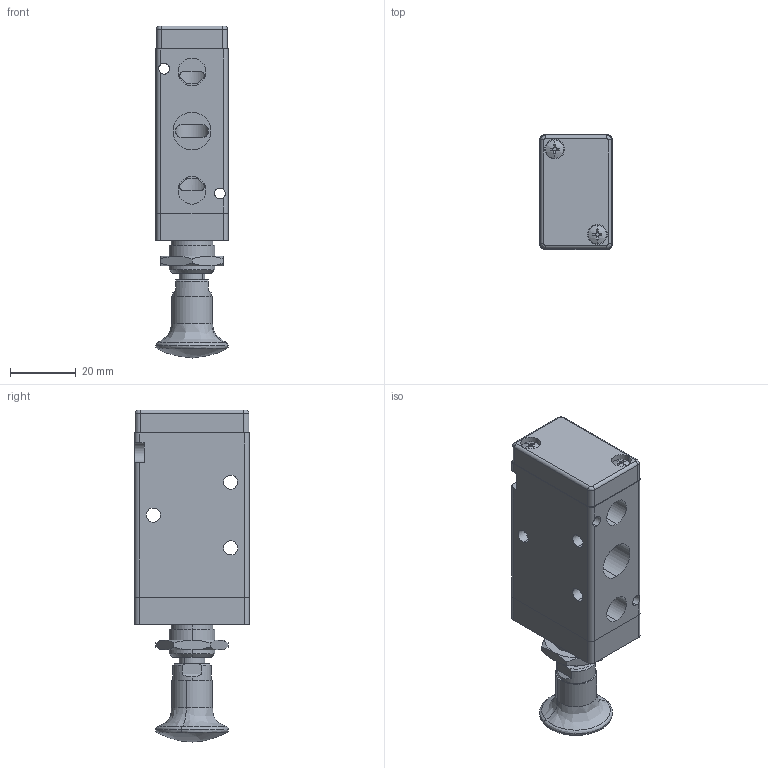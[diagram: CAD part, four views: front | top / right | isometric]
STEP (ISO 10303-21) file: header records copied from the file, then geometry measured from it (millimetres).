
FILE_DESCRIPTION (( 'STEP AP203' ), '1' );
FILE_NAME ('N4R210-08.step', '2017-02-28T22:57:15', ( '' ), ( '' ), 'SwSTEP 2.0', 'SolidWorks 2016', '' );
FILE_SCHEMA (( 'CONFIG_CONTROL_DESIGN' ));
Length unit declared in the file: millimetre
Products named in the file (1): N4R210-08
Bounding box: 22.26 x 35 x 101.1 mm (x, y, z)
Volume: 44753 mm3; surface area: 22254.2 mm2
Topology: 12 solids, 12 shells, 371 faces, 912 edges, 581 vertices
Faces by surface type: cylinder 151, plane 149, cone 43, bspline 28
Entity records: 11901 total; most frequent: CARTESIAN_POINT 3128, DIRECTION 1824, ORIENTED_EDGE 1816, EDGE_CURVE 908, AXIS2_PLACEMENT_3D 727, VERTEX_POINT 581, EDGE_LOOP 433, CIRCLE 383
